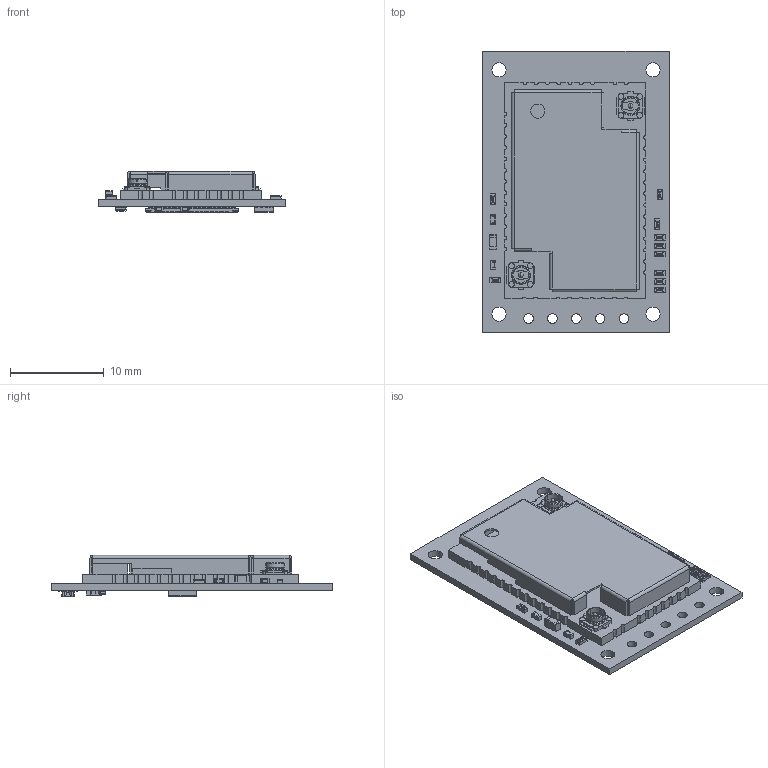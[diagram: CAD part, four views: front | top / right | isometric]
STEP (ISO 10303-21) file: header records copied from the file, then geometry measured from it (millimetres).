
FILE_DESCRIPTION(('Open CASCADE Model'),'2;1');
FILE_NAME('Open CASCADE Shape Model','2020-06-01T18:24:23',('Author'),( 'Open CASCADE'),'Open CASCADE STEP processor 6.8','Open CASCADE 6.8' ,'Unknown');
FILE_SCHEMA(('AUTOMOTIVE_DESIGN { 1 0 10303 214 1 1 1 1 }'));
Length unit declared in the file: millimetre
Products named in the file (44): PCB; Board; Open CASCADE STEP translator 6.8 14.1.1; C6; C0402; C7; C1; C5; C4; C2; C3; J1; axe640124; L10; L0603; R10; RES_1005-0402; R11; R5; R3; R2; R1; R4; R6; R7; R9; R8; U2; USON8_2X3MM; Part_496; Part_525; Part_553; Part_581; Part_609; Part_637; Part_665; Part_740; Part_739; Part_18370; Free-Models ...
Assembly tree (60 placements, depth 4):
  PCB
    Board
      Open CASCADE STEP translator 6.8 14.1.1
    C6
      C0402
    C7
      C0402
    C1
      C0402
    C5
      C0402
    C4
      C0402
    C2
      C0402
    C3
      C0402
    J1
      axe640124
    L10
      L0603
    R10
      RES_1005-0402
    R11
      RES_1005-0402
    R5
      RES_1005-0402
    R3
      RES_1005-0402
    R2
      RES_1005-0402
    R1
      RES_1005-0402
    R4
      RES_1005-0402
    R6
      RES_1005-0402
    R7
      RES_1005-0402
    R9
      RES_1005-0402
    R8
      RES_1005-0402
    U2
      USON8_2X3MM
        Part_496
        Part_525
        Part_553
        Part_581
        Part_609
        Part_637
        Part_665
        Part_740
        Part_739
        Part_18370
    Free-Models
      pwb-rak4630_2
        PWB-RAK4630
        IPEX-FEMALE  x2
        RAKU70580016
Bounding box: 20 x 30 x 4.4 mm (x, y, z)
Volume: 875.1 mm3; surface area: 3000.3 mm2
Topology: 68 solids, 68 shells, 2955 faces, 7505 edges, 4718 vertices
Faces by surface type: plane 1838, bspline 517, cylinder 440, sphere 138, cone 14, torus 8
Full cylindrical faces by diameter (mm): 1.016 x5, 1.5 x4
Entity records: 54384 total; most frequent: CARTESIAN_POINT 13305, ORIENTED_EDGE 8110, DIRECTION 7093, EDGE_CURVE 4055, LINE 3063, VECTOR 3063, VERTEX_POINT 2607, AXIS2_PLACEMENT_3D 2015
